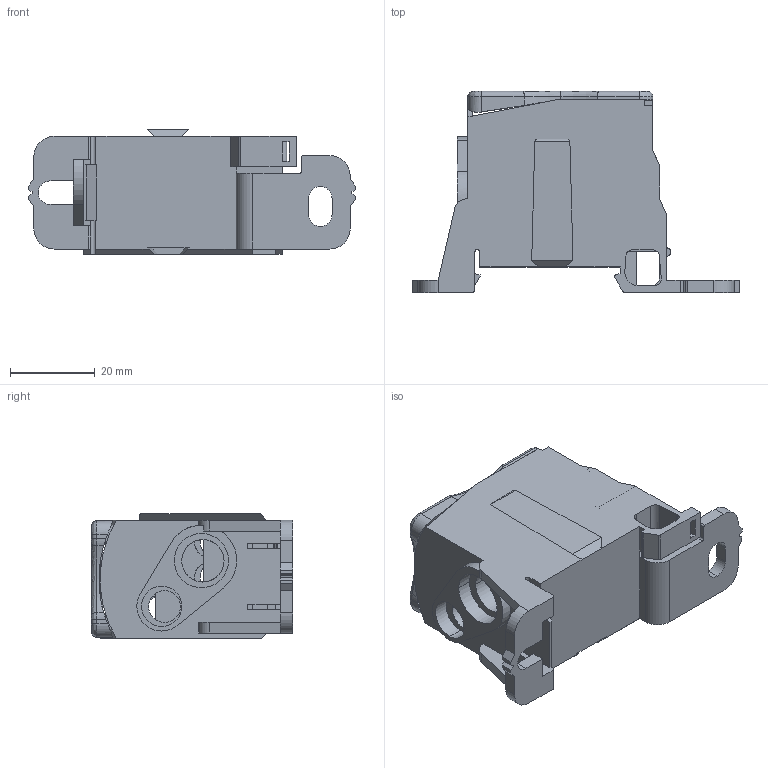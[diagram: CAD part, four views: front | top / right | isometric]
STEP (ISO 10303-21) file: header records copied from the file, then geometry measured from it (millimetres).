
FILE_DESCRIPTION(('STEP AP203'),'1');
FILE_NAME('udj-125a.stp','2024-06-03T10:50:28',('TraceParts'),('TraceParts S.A.'),'Spatial InterOp 3D',' ',' ');
FILE_SCHEMA(('CONFIG_CONTROL_DESIGN'));
Length unit declared in the file: millimetre
Products named in the file (1): 1
Bounding box: 77.22 x 47.47 x 29.49 mm (x, y, z)
Volume: 30415.8 mm3; surface area: 27095.5 mm2
Topology: 3 solids, 3 shells, 318 faces, 918 edges, 588 vertices
Faces by surface type: plane 178, cylinder 114, bspline 14, cone 12
Entity records: 11146 total; most frequent: CARTESIAN_POINT 2628, ORIENTED_EDGE 1836, DIRECTION 1723, EDGE_CURVE 918, LINE 607, VECTOR 607, VERTEX_POINT 588, AXIS2_PLACEMENT_3D 558
